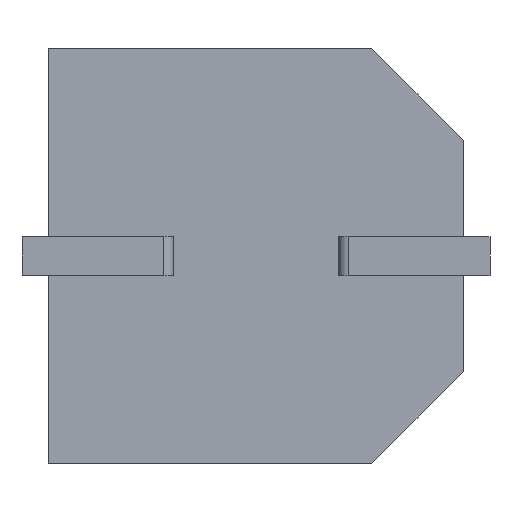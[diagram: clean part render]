
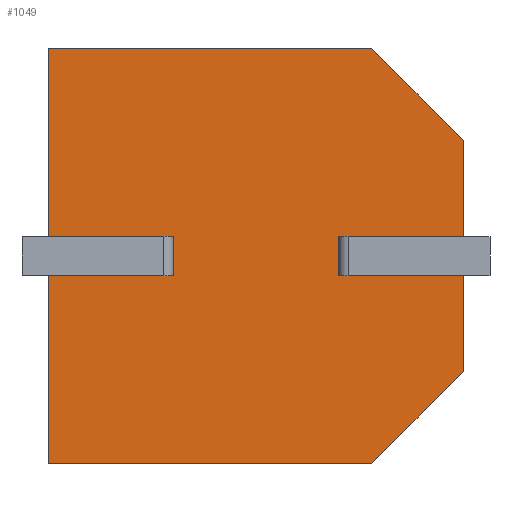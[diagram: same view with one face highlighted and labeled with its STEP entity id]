
A CAD part, front view. The second image highlights one B-rep face of the part: STEP entity #1049.
In plain terms, the highlighted planar face has unit normal (0, -1, 0).
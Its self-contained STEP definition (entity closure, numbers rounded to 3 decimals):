
#49 = CARTESIAN_POINT ( 'NONE',  ( 6.626, 0., -8.5 ) ) ;
#187 = EDGE_CURVE ( 'NONE', #1391, #1614, #1680, .T. ) ;
#211 = DIRECTION ( 'NONE',  ( 0., 0., -1. ) ) ;
#249 = VECTOR ( 'NONE', #1453, 1000. ) ;
#303 = CARTESIAN_POINT ( 'NONE',  ( 6.626, 0., 0. ) ) ;
#318 = LINE ( 'NONE', #2603, #2121 ) ;
#334 = EDGE_CURVE ( 'NONE', #1628, #672, #2798, .T. ) ;
#357 = EDGE_CURVE ( 'NONE', #2980, #2976, #1396, .T. ) ;
#371 = DIRECTION ( 'NONE',  ( 1., 0., 0. ) ) ;
#413 = EDGE_CURVE ( 'NONE', #1895, #2424, #1539, .T. ) ;
#434 = VERTEX_POINT ( 'NONE', #2842 ) ;
#473 = CARTESIAN_POINT ( 'NONE',  ( 0., 0., 0. ) ) ;
#494 = CARTESIAN_POINT ( 'NONE',  ( 2.55, 0., -3.85 ) ) ;
#526 = EDGE_CURVE ( 'NONE', #672, #2424, #318, .T. ) ;
#545 = VERTEX_POINT ( 'NONE', #49 ) ;
#604 = VECTOR ( 'NONE', #925, 1000. ) ;
#610 = CARTESIAN_POINT ( 'NONE',  ( 0., 0., 0. ) ) ;
#620 = DIRECTION ( 'NONE',  ( 1., 0., 0. ) ) ;
#670 = LINE ( 'NONE', #1261, #1181 ) ;
#672 = VERTEX_POINT ( 'NONE', #2205 ) ;
#688 = ORIENTED_EDGE ( 'NONE', *, *, #731, .T. ) ;
#731 = EDGE_CURVE ( 'NONE', #1614, #545, #3039, .T. ) ;
#741 = PLANE ( 'NONE',  #2510 ) ;
#774 = ORIENTED_EDGE ( 'NONE', *, *, #2604, .F. ) ;
#842 = CARTESIAN_POINT ( 'NONE',  ( 8.5, 0., -3.85 ) ) ;
#886 = EDGE_CURVE ( 'NONE', #2976, #998, #1338, .T. ) ;
#923 = CARTESIAN_POINT ( 'NONE',  ( 8.5, 0., -1.874 ) ) ;
#925 = DIRECTION ( 'NONE',  ( 1., 0., 0. ) ) ;
#958 = CARTESIAN_POINT ( 'NONE',  ( 2.55, 0., -4.65 ) ) ;
#962 = DIRECTION ( 'NONE',  ( 1., 0., 0. ) ) ;
#971 = CARTESIAN_POINT ( 'NONE',  ( 8.5, 0., 0. ) ) ;
#998 = VERTEX_POINT ( 'NONE', #1591 ) ;
#1048 = DIRECTION ( 'NONE',  ( 0.707, 0., 0.707 ) ) ;
#1049 = ADVANCED_FACE ( 'NONE', ( #2272 ), #741, .F. ) ;
#1108 = CARTESIAN_POINT ( 'NONE',  ( 5.95, 0., -4.65 ) ) ;
#1139 = CARTESIAN_POINT ( 'NONE',  ( 0., 0., 0. ) ) ;
#1146 = DIRECTION ( 'NONE',  ( 0., 0., 1. ) ) ;
#1175 = VECTOR ( 'NONE', #2008, 1000. ) ;
#1181 = VECTOR ( 'NONE', #620, 1000. ) ;
#1183 = CARTESIAN_POINT ( 'NONE',  ( 8.5, 0., -6.626 ) ) ;
#1239 = ORIENTED_EDGE ( 'NONE', *, *, #1475, .T. ) ;
#1261 = CARTESIAN_POINT ( 'NONE',  ( 0., 0., 0. ) ) ;
#1272 = CARTESIAN_POINT ( 'NONE',  ( 2.55, 0., -4.65 ) ) ;
#1277 = LINE ( 'NONE', #1749, #249 ) ;
#1285 = CARTESIAN_POINT ( 'NONE',  ( 0., 0., -8.5 ) ) ;
#1333 = LINE ( 'NONE', #2329, #604 ) ;
#1338 = LINE ( 'NONE', #1826, #1941 ) ;
#1365 = ORIENTED_EDGE ( 'NONE', *, *, #413, .F. ) ;
#1391 = VERTEX_POINT ( 'NONE', #1723 ) ;
#1396 = LINE ( 'NONE', #1272, #1655 ) ;
#1429 = VECTOR ( 'NONE', #211, 1000. ) ;
#1453 = DIRECTION ( 'NONE',  ( 0., 0., -1. ) ) ;
#1456 = LINE ( 'NONE', #2388, #2436 ) ;
#1475 = EDGE_CURVE ( 'NONE', #1895, #2499, #1589, .T. ) ;
#1509 = VECTOR ( 'NONE', #1583, 1000. ) ;
#1539 = LINE ( 'NONE', #971, #1429 ) ;
#1580 = DIRECTION ( 'NONE',  ( -0.707, 0., 0.707 ) ) ;
#1583 = DIRECTION ( 'NONE',  ( 0., 0., -1. ) ) ;
#1588 = ORIENTED_EDGE ( 'NONE', *, *, #886, .F. ) ;
#1589 = LINE ( 'NONE', #2244, #2728 ) ;
#1591 = CARTESIAN_POINT ( 'NONE',  ( 0., 0., -3.85 ) ) ;
#1610 = DIRECTION ( 'NONE',  ( -1., 0., 0. ) ) ;
#1614 = VERTEX_POINT ( 'NONE', #2084 ) ;
#1628 = VERTEX_POINT ( 'NONE', #1108 ) ;
#1655 = VECTOR ( 'NONE', #1146, 1000. ) ;
#1680 = LINE ( 'NONE', #1139, #1509 ) ;
#1723 = CARTESIAN_POINT ( 'NONE',  ( 0., 0., -4.65 ) ) ;
#1749 = CARTESIAN_POINT ( 'NONE',  ( 8.5, 0., 0. ) ) ;
#1753 = EDGE_CURVE ( 'NONE', #2651, #998, #2775, .T. ) ;
#1772 = ORIENTED_EDGE ( 'NONE', *, *, #357, .F. ) ;
#1783 = EDGE_CURVE ( 'NONE', #1628, #434, #1333, .T. ) ;
#1826 = CARTESIAN_POINT ( 'NONE',  ( 2.55, 0., -3.85 ) ) ;
#1895 = VERTEX_POINT ( 'NONE', #923 ) ;
#1911 = DIRECTION ( 'NONE',  ( 0., 1., 0. ) ) ;
#1941 = VECTOR ( 'NONE', #1610, 1000. ) ;
#2003 = EDGE_CURVE ( 'NONE', #2980, #1391, #2549, .T. ) ;
#2008 = DIRECTION ( 'NONE',  ( 0., 0., 1. ) ) ;
#2022 = ORIENTED_EDGE ( 'NONE', *, *, #2303, .F. ) ;
#2033 = VERTEX_POINT ( 'NONE', #1183 ) ;
#2069 = DIRECTION ( 'NONE',  ( -1., 0., 0. ) ) ;
#2077 = VECTOR ( 'NONE', #2094, 1000. ) ;
#2084 = CARTESIAN_POINT ( 'NONE',  ( 0., 0., -8.5 ) ) ;
#2094 = DIRECTION ( 'NONE',  ( 0., 0., -1. ) ) ;
#2121 = VECTOR ( 'NONE', #962, 1000. ) ;
#2205 = CARTESIAN_POINT ( 'NONE',  ( 5.95, 0., -3.85 ) ) ;
#2244 = CARTESIAN_POINT ( 'NONE',  ( 6.626, 0., 0. ) ) ;
#2271 = ORIENTED_EDGE ( 'NONE', *, *, #526, .T. ) ;
#2272 = FACE_OUTER_BOUND ( 'NONE', #3015, .T. ) ;
#2283 = ORIENTED_EDGE ( 'NONE', *, *, #1783, .F. ) ;
#2302 = CARTESIAN_POINT ( 'NONE',  ( 2.55, 0., -4.65 ) ) ;
#2303 = EDGE_CURVE ( 'NONE', #434, #2033, #1277, .T. ) ;
#2329 = CARTESIAN_POINT ( 'NONE',  ( 5.95, 0., -4.65 ) ) ;
#2384 = EDGE_CURVE ( 'NONE', #545, #2033, #1456, .T. ) ;
#2388 = CARTESIAN_POINT ( 'NONE',  ( 8.5, 0., -6.626 ) ) ;
#2424 = VERTEX_POINT ( 'NONE', #842 ) ;
#2436 = VECTOR ( 'NONE', #1048, 1000. ) ;
#2454 = ORIENTED_EDGE ( 'NONE', *, *, #1753, .T. ) ;
#2462 = DIRECTION ( 'NONE',  ( 0., 0., 1. ) ) ;
#2499 = VERTEX_POINT ( 'NONE', #303 ) ;
#2510 = AXIS2_PLACEMENT_3D ( 'NONE', #2630, #1911, #2462 ) ;
#2549 = LINE ( 'NONE', #2302, #3043 ) ;
#2565 = VECTOR ( 'NONE', #371, 1000. ) ;
#2603 = CARTESIAN_POINT ( 'NONE',  ( 5.95, 0., -3.85 ) ) ;
#2604 = EDGE_CURVE ( 'NONE', #2651, #2499, #670, .T. ) ;
#2630 = CARTESIAN_POINT ( 'NONE',  ( 0., 0., 0. ) ) ;
#2651 = VERTEX_POINT ( 'NONE', #610 ) ;
#2728 = VECTOR ( 'NONE', #1580, 1000. ) ;
#2775 = LINE ( 'NONE', #473, #2077 ) ;
#2798 = LINE ( 'NONE', #2943, #1175 ) ;
#2842 = CARTESIAN_POINT ( 'NONE',  ( 8.5, 0., -4.65 ) ) ;
#2868 = ORIENTED_EDGE ( 'NONE', *, *, #2384, .T. ) ;
#2943 = CARTESIAN_POINT ( 'NONE',  ( 5.95, 0., -4.65 ) ) ;
#2974 = ORIENTED_EDGE ( 'NONE', *, *, #334, .T. ) ;
#2976 = VERTEX_POINT ( 'NONE', #494 ) ;
#2980 = VERTEX_POINT ( 'NONE', #958 ) ;
#2982 = ORIENTED_EDGE ( 'NONE', *, *, #2003, .T. ) ;
#2997 = ORIENTED_EDGE ( 'NONE', *, *, #187, .T. ) ;
#3015 = EDGE_LOOP ( 'NONE', ( #2283, #2974, #2271, #1365, #1239, #774, #2454, #1588, #1772, #2982, #2997, #688, #2868, #2022 ) ) ;
#3039 = LINE ( 'NONE', #1285, #2565 ) ;
#3043 = VECTOR ( 'NONE', #2069, 1000. ) ;
